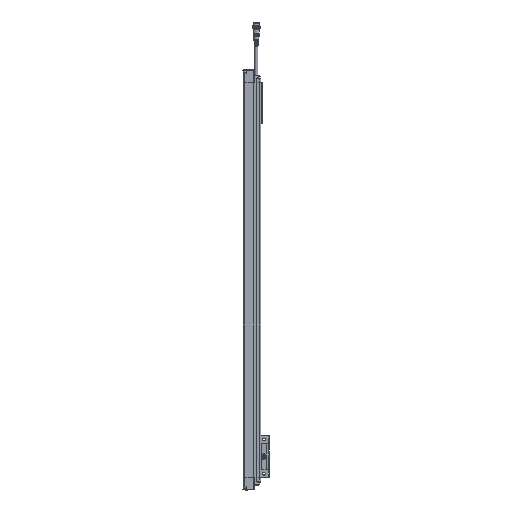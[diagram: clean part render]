
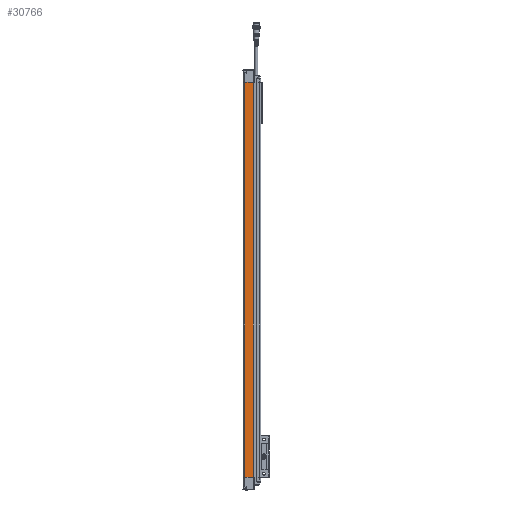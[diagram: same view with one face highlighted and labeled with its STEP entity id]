
A CAD part, left-side view. The second image highlights one B-rep face of the part: STEP entity #30766.
In plain terms, the highlighted planar face has unit normal (-1, 0, 0).
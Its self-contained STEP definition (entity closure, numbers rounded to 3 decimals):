
#2447 = CARTESIAN_POINT ( 'NONE',  ( -14., 14.25, 280. ) ) ;
#2517 = DIRECTION ( 'NONE',  ( 0., 1., 0. ) ) ;
#2811 = DIRECTION ( 'NONE',  ( 1., 0., 0. ) ) ;
#4986 = EDGE_CURVE ( 'NONE', #15401, #22394, #6788, .T. ) ;
#6788 = LINE ( 'NONE', #11426, #39197 ) ;
#11198 = FACE_OUTER_BOUND ( 'NONE', #24643, .T. ) ;
#11426 = CARTESIAN_POINT ( 'NONE',  ( -14., 30.452, -480. ) ) ;
#12477 = CARTESIAN_POINT ( 'NONE',  ( -14., 30.452, 280. ) ) ;
#14834 = DIRECTION ( 'NONE',  ( 0., 0., -1. ) ) ;
#15401 = VERTEX_POINT ( 'NONE', #53461 ) ;
#15536 = PLANE ( 'NONE',  #44846 ) ;
#16038 = VECTOR ( 'NONE', #14834, 1000. ) ;
#16529 = VERTEX_POINT ( 'NONE', #2447 ) ;
#17332 = DIRECTION ( 'NONE',  ( 0., 0., 1. ) ) ;
#20102 = ORIENTED_EDGE ( 'NONE', *, *, #49069, .F. ) ;
#20827 = CARTESIAN_POINT ( 'NONE',  ( -14., 30.452, 280. ) ) ;
#22394 = VERTEX_POINT ( 'NONE', #35764 ) ;
#24642 = CARTESIAN_POINT ( 'NONE',  ( -14., 14.25, 280. ) ) ;
#24643 = EDGE_LOOP ( 'NONE', ( #28546, #49134, #20102, #30304 ) ) ;
#24713 = DIRECTION ( 'NONE',  ( 0., 1., 0. ) ) ;
#25195 = EDGE_CURVE ( 'NONE', #32693, #16529, #43795, .T. ) ;
#28546 = ORIENTED_EDGE ( 'NONE', *, *, #38329, .F. ) ;
#29696 = VECTOR ( 'NONE', #17332, 1000. ) ;
#30304 = ORIENTED_EDGE ( 'NONE', *, *, #4986, .F. ) ;
#30766 = ADVANCED_FACE ( 'NONE', ( #11198 ), #15536, .F. ) ;
#30824 = DIRECTION ( 'NONE',  ( 0., -1., 0. ) ) ;
#32693 = VERTEX_POINT ( 'NONE', #12477 ) ;
#34067 = LINE ( 'NONE', #20827, #29696 ) ;
#35764 = CARTESIAN_POINT ( 'NONE',  ( -14., 30.452, -480. ) ) ;
#38329 = EDGE_CURVE ( 'NONE', #16529, #15401, #41349, .T. ) ;
#39197 = VECTOR ( 'NONE', #24713, 1000. ) ;
#39737 = CARTESIAN_POINT ( 'NONE',  ( -14., 30.452, 280. ) ) ;
#41349 = LINE ( 'NONE', #24642, #16038 ) ;
#43795 = LINE ( 'NONE', #39737, #44343 ) ;
#44343 = VECTOR ( 'NONE', #30824, 1000. ) ;
#44846 = AXIS2_PLACEMENT_3D ( 'NONE', #46365, #2811, #2517 ) ;
#46365 = CARTESIAN_POINT ( 'NONE',  ( -14., 30.452, 280. ) ) ;
#49069 = EDGE_CURVE ( 'NONE', #22394, #32693, #34067, .T. ) ;
#49134 = ORIENTED_EDGE ( 'NONE', *, *, #25195, .F. ) ;
#53461 = CARTESIAN_POINT ( 'NONE',  ( -14., 14.25, -480. ) ) ;
